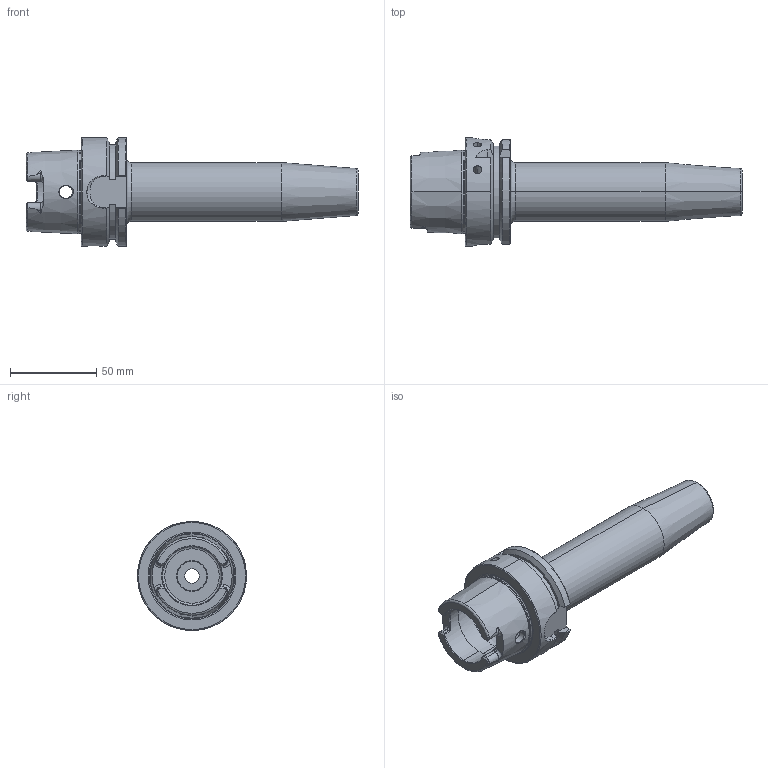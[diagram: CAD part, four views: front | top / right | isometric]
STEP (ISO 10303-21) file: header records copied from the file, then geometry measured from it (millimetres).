
FILE_DESCRIPTION((''),'2;1');
FILE_NAME('HSK63A_BALANCE_20200217','2020-03-09T11:35:36',('eos'),(''),'CREO PARAMETRIC BY PTC INC, 2018500','CREO PARAMETRIC BY PTC INC, 2018500','');
FILE_SCHEMA(('CONFIG_CONTROL_DESIGN'));
Length unit declared in the file: millimetre
Products named in the file (1): HSK63A_BALANCE_20200217
Bounding box: 192 x 63 x 63 mm (x, y, z)
Volume: 179275 mm3; surface area: 41992.8 mm2
Topology: 1 solids, 3 shells, 184 faces, 460 edges, 282 vertices
Faces by surface type: plane 57, cylinder 57, cone 41, torus 25, bspline 4
Entity records: 6179 total; most frequent: CARTESIAN_POINT 1798, DIRECTION 914, ORIENTED_EDGE 904, EDGE_CURVE 456, AXIS2_PLACEMENT_3D 362, VERTEX_POINT 282, EDGE_LOOP 198, VECTOR 190
